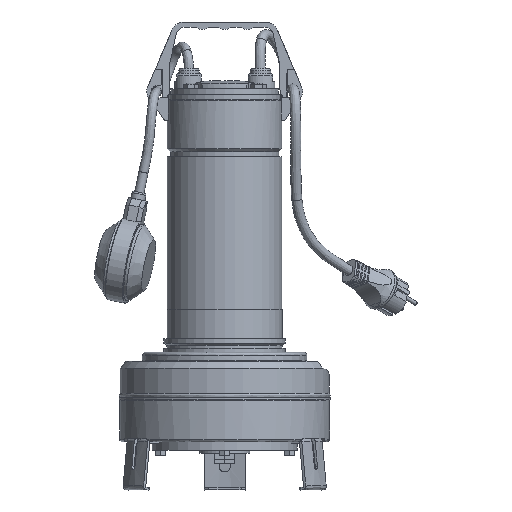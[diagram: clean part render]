
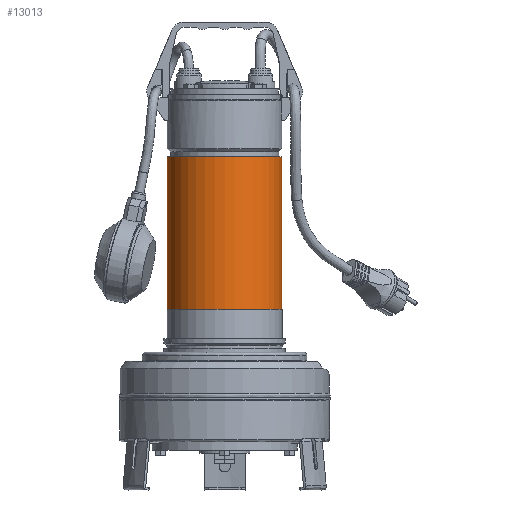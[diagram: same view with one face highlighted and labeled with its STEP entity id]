
A CAD part, left-side view. The second image highlights one B-rep face of the part: STEP entity #13013.
In plain terms, the highlighted cylindrical face has radius 56 mm (diameter 112 mm), a full revolution.
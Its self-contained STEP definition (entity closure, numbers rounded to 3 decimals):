
#12954=CARTESIAN_POINT('',(0.,200.0,-56.0));
#12955=VERTEX_POINT('',#12954);
#12956=CARTESIAN_POINT('',(0.,200.0,56.));
#12957=VERTEX_POINT('',#12956);
#12958=CARTESIAN_POINT('',(0.,200.0,0.));
#12959=DIRECTION('',(0.0,-1.0,0.));
#12960=DIRECTION('',(-1.0,0.0,0.0));
#12961=AXIS2_PLACEMENT_3D('',#12958,#12959,#12960);
#12962=CIRCLE('',#12961,56.);
#12963=EDGE_CURVE('',#12955,#12957,#12962,.T.);
#12965=CARTESIAN_POINT('',(0.,200.0,0.));
#12966=DIRECTION('',(0.0,-1.0,0.));
#12967=DIRECTION('',(-1.0,0.0,0.0));
#12968=AXIS2_PLACEMENT_3D('',#12965,#12966,#12967);
#12969=CIRCLE('',#12968,56.);
#12970=EDGE_CURVE('',#12957,#12955,#12969,.T.);
#12979=CARTESIAN_POINT('',(0.,200.0,0.));
#12980=DIRECTION('',(0.0,-1.0,0.));
#12981=DIRECTION('',(0.,0.,1.0));
#12982=AXIS2_PLACEMENT_3D('',#12979,#12980,#12981);
#12983=CYLINDRICAL_SURFACE('',#12982,56.);
#12984=ORIENTED_EDGE('',*,*,#12970,.T.);
#12985=ORIENTED_EDGE('',*,*,#12963,.T.);
#12986=CARTESIAN_POINT('',(0.,51.0,56.0));
#12987=VERTEX_POINT('',#12986);
#12988=CARTESIAN_POINT('',(0.,200.0,56.));
#12989=DIRECTION('',(0.0,-1.0,0.0));
#12990=VECTOR('',#12989,149.0);
#12991=LINE('',#12988,#12990);
#12992=EDGE_CURVE('',#12957,#12987,#12991,.T.);
#12993=ORIENTED_EDGE('',*,*,#12992,.T.);
#12994=CARTESIAN_POINT('',(0.0,51.0,-56.0));
#12995=VERTEX_POINT('',#12994);
#12996=CARTESIAN_POINT('',(0.0,51.0,0.0));
#12997=DIRECTION('',(0.0,-1.0,0.));
#12998=DIRECTION('',(-1.0,0.0,0.0));
#12999=AXIS2_PLACEMENT_3D('',#12996,#12997,#12998);
#13000=CIRCLE('',#12999,56.0);
#13001=EDGE_CURVE('',#12995,#12987,#13000,.T.);
#13002=ORIENTED_EDGE('',*,*,#13001,.F.);
#13003=CARTESIAN_POINT('',(0.0,51.0,0.0));
#13004=DIRECTION('',(0.0,-1.0,0.));
#13005=DIRECTION('',(-1.0,0.0,0.0));
#13006=AXIS2_PLACEMENT_3D('',#13003,#13004,#13005);
#13007=CIRCLE('',#13006,56.0);
#13008=EDGE_CURVE('',#12987,#12995,#13007,.T.);
#13009=ORIENTED_EDGE('',*,*,#13008,.F.);
#13010=ORIENTED_EDGE('',*,*,#12992,.F.);
#13011=EDGE_LOOP('',(#12984,#12985,#12993,#13002,#13009,#13010));
#13012=FACE_OUTER_BOUND('',#13011,.T.);
#13013=ADVANCED_FACE('',(#13012),#12983,.T.);
